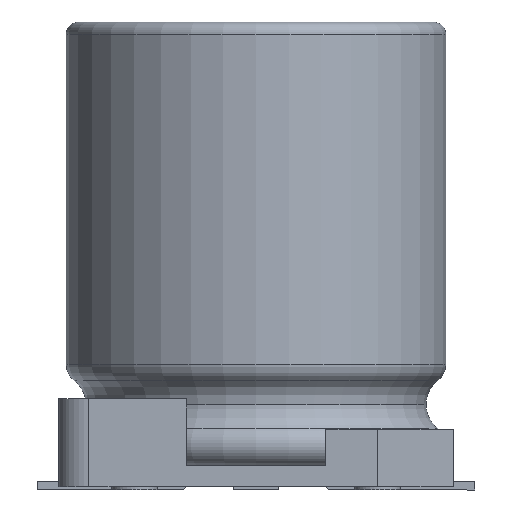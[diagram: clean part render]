
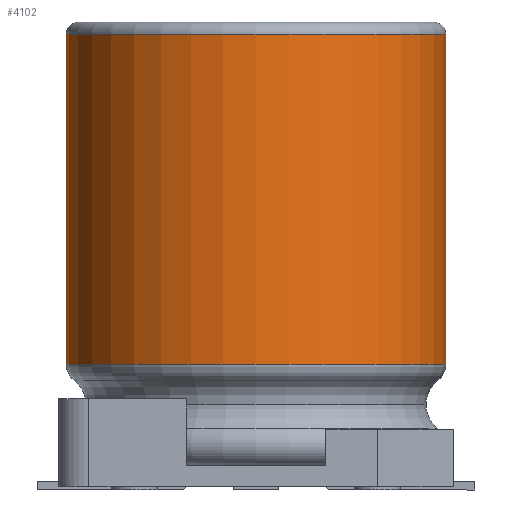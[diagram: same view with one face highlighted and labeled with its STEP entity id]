
A CAD part, front view. The second image highlights one B-rep face of the part: STEP entity #4102.
In plain terms, the highlighted cylindrical face has radius 6.25 mm (diameter 12.5 mm), a partial arc.
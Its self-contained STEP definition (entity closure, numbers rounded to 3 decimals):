
#251 = CYLINDRICAL_SURFACE ( 'NONE', #4327, 6.25 ) ;
#538 = CIRCLE ( 'NONE', #2056, 6.25 ) ;
#683 = CARTESIAN_POINT ( 'NONE',  ( 0., 0., 6.25 ) ) ;
#1159 = DIRECTION ( 'NONE',  ( -1., 0., 0. ) ) ;
#1344 = CARTESIAN_POINT ( 'NONE',  ( 11.255, 0., 0. ) ) ;
#2056 = AXIS2_PLACEMENT_3D ( 'NONE', #11870, #9635, #5059 ) ;
#2419 = AXIS2_PLACEMENT_3D ( 'NONE', #1344, #12890, #9264 ) ;
#2807 = CARTESIAN_POINT ( 'NONE',  ( 11.255, 0., -6.25 ) ) ;
#3368 = DIRECTION ( 'NONE',  ( 0., 0., 1. ) ) ;
#3796 = VERTEX_POINT ( 'NONE', #2807 ) ;
#4102 = ADVANCED_FACE ( 'NONE', ( #10350 ), #251, .T. ) ;
#4277 = CARTESIAN_POINT ( 'NONE',  ( 11.255, 0., 6.25 ) ) ;
#4327 = AXIS2_PLACEMENT_3D ( 'NONE', #10278, #1159, #3368 ) ;
#4754 = CARTESIAN_POINT ( 'NONE',  ( 0., 0., -6.25 ) ) ;
#5059 = DIRECTION ( 'NONE',  ( 0., 0., -1. ) ) ;
#5323 = EDGE_CURVE ( 'NONE', #11033, #9701, #6442, .T. ) ;
#5461 = DIRECTION ( 'NONE',  ( -1., 0., 0. ) ) ;
#5808 = VERTEX_POINT ( 'NONE', #11403 ) ;
#6442 = LINE ( 'NONE', #683, #14457 ) ;
#7045 = ORIENTED_EDGE ( 'NONE', *, *, #12861, .T. ) ;
#7095 = VECTOR ( 'NONE', #10319, 1000. ) ;
#7971 = CARTESIAN_POINT ( 'NONE',  ( 0.4, 0., 6.25 ) ) ;
#8999 = ORIENTED_EDGE ( 'NONE', *, *, #14158, .F. ) ;
#9264 = DIRECTION ( 'NONE',  ( 0., 0., 1. ) ) ;
#9635 = DIRECTION ( 'NONE',  ( 1., 0., 0. ) ) ;
#9701 = VERTEX_POINT ( 'NONE', #7971 ) ;
#9960 = CIRCLE ( 'NONE', #2419, 6.25 ) ;
#10097 = LINE ( 'NONE', #4754, #7095 ) ;
#10278 = CARTESIAN_POINT ( 'NONE',  ( 0., 0., 0. ) ) ;
#10297 = ORIENTED_EDGE ( 'NONE', *, *, #13701, .T. ) ;
#10319 = DIRECTION ( 'NONE',  ( -1., 0., 0. ) ) ;
#10350 = FACE_OUTER_BOUND ( 'NONE', #12384, .T. ) ;
#11033 = VERTEX_POINT ( 'NONE', #4277 ) ;
#11403 = CARTESIAN_POINT ( 'NONE',  ( 0.4, 0., -6.25 ) ) ;
#11870 = CARTESIAN_POINT ( 'NONE',  ( 0.4, 0., 0. ) ) ;
#12384 = EDGE_LOOP ( 'NONE', ( #8999, #7045, #13654, #10297 ) ) ;
#12861 = EDGE_CURVE ( 'NONE', #3796, #11033, #9960, .T. ) ;
#12890 = DIRECTION ( 'NONE',  ( -1., 0., 0. ) ) ;
#13654 = ORIENTED_EDGE ( 'NONE', *, *, #5323, .T. ) ;
#13701 = EDGE_CURVE ( 'NONE', #9701, #5808, #538, .T. ) ;
#14158 = EDGE_CURVE ( 'NONE', #3796, #5808, #10097, .T. ) ;
#14457 = VECTOR ( 'NONE', #5461, 1000. ) ;
